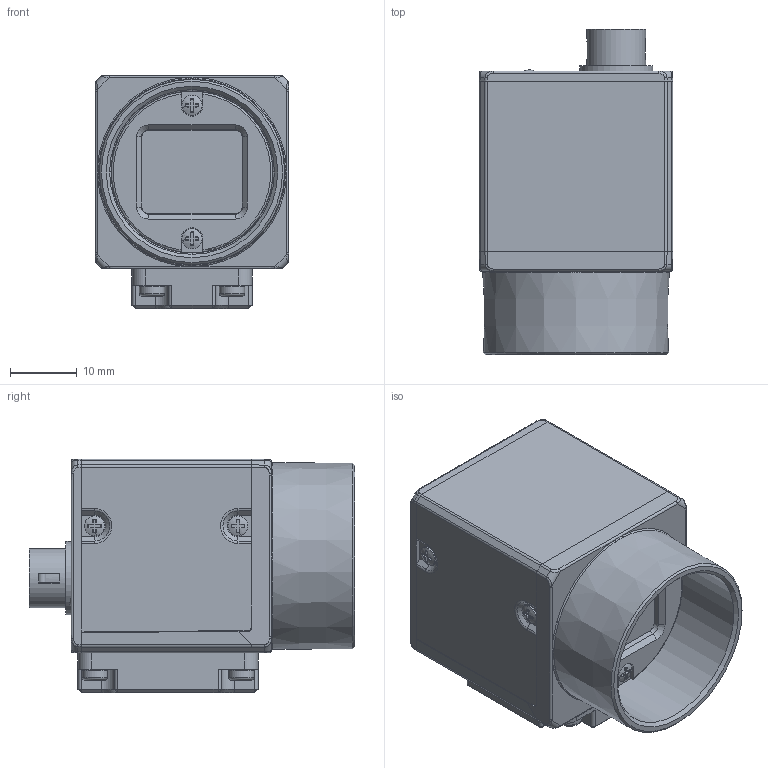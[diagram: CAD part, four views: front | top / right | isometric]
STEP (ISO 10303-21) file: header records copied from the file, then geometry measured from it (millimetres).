
FILE_DESCRIPTION(('STEP AP214'),'1');
FILE_NAME('CHU30,CHU135.stp','2023-08-02T04:27:51',(' '),(' '),'Spatial InterOp 3D',' ',' ');
FILE_SCHEMA(('AUTOMOTIVE_DESIGN { 1 0 10303 214 1 1 1 1 }'));
Length unit declared in the file: metre
Products named in the file (3): CHU30,CHU135; Component1; Component2
Assembly tree (2 placements, depth 2):
  CHU30,CHU135
    Component1
    Component2
Bounding box: 29.03 x 48.81 x 35 mm (x, y, z)
Volume: 28636.8 mm3; surface area: 13447.8 mm2
Topology: 6 solids, 18 shells, 1575 faces, 4045 edges, 2554 vertices
Faces by surface type: plane 716, cylinder 349, cone 193, bspline 171, torus 135, sphere 11
Full cylindrical faces by diameter (mm): 0.5 x6, 0.8 x2, 1.6 x11, 1.9 x4, 2 x1, 2.2 x7, 2.5 x3, 3 x8, 3.2 x2, 3.6 x2, 3.8 x4, 5.1 x1, 5.6 x1, 5.7 x1, 8.85 x1, 11 x1, 24.7 x1
Entity records: 90903 total; most frequent: CARTESIAN_POINT 22289, ORIENTED_EDGE 7720, DIRECTION 7460, STYLED_ITEM 5436, PRESENTATION_STYLE_ASSIGNMENT 5436, COLOUR_RGB 5436, EDGE_CURVE 3860, CURVE_STYLE 3860
